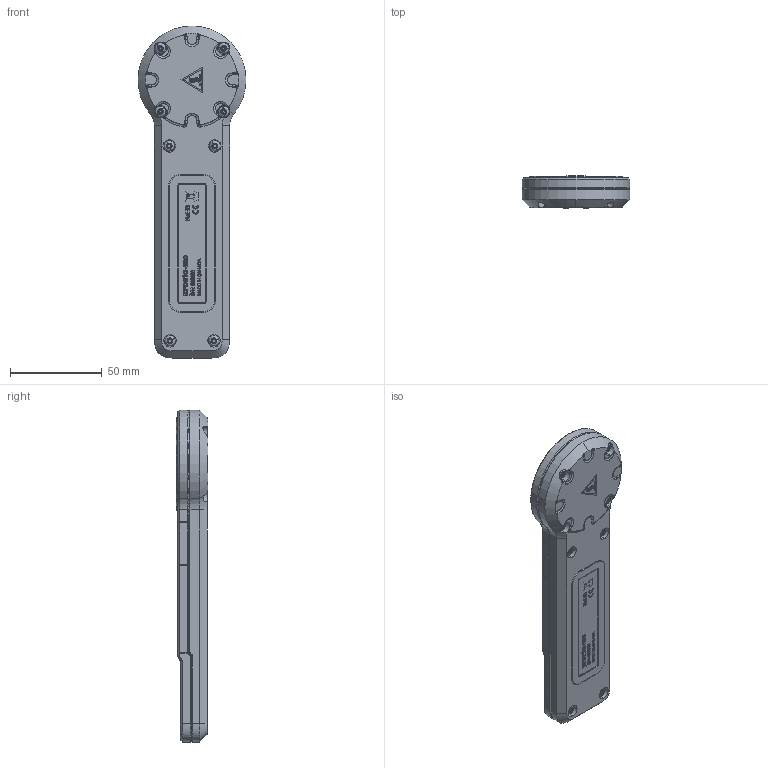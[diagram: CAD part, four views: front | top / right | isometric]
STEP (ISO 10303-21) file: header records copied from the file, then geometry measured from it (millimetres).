
FILE_DESCRIPTION (( 'STEP AP214' ), '1' );
FILE_NAME ('BOÎTIER AVEC AFFICHAGE PRONTO 250 SELON ACI-2218.STEP', '2016-04-19T15:39:08', ( '' ), ( '' ), 'SwSTEP 2.0', 'SolidWorks 2016', '' );
FILE_SCHEMA (( 'AUTOMOTIVE_DESIGN' ));
Length unit declared in the file: millimetre
Products named in the file (1): BOÎTIER AVEC AFFICHAGE PRONTO 250 SELON ACI-2218
Bounding box: 59 x 17.4 x 181.4 mm (x, y, z)
Surface area: 26471.4 mm2 (no closed solid volume)
Topology: 0 solids, 41 shells, 973 faces, 10536 edges, 9445 vertices
Faces by surface type: plane 553, cylinder 234, bspline 85, cone 65, torus 35, sphere 1
Entity records: 109132 total; most frequent: CARTESIAN_POINT 27584, DIRECTION 12766, ORIENTED_EDGE 12434, EDGE_CURVE 10531, VERTEX_POINT 9443, LINE 9332, VECTOR 9332, AXIS2_PLACEMENT_3D 1717
